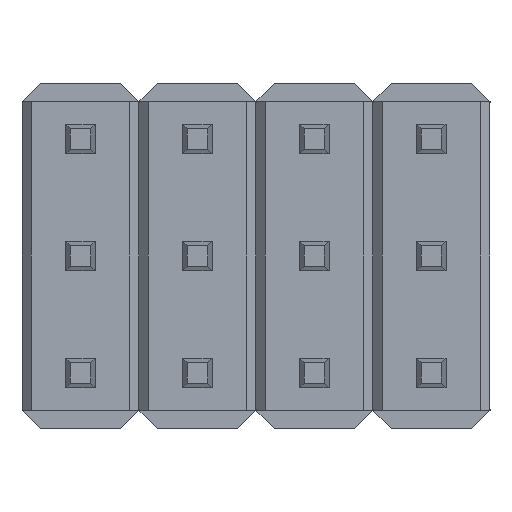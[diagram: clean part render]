
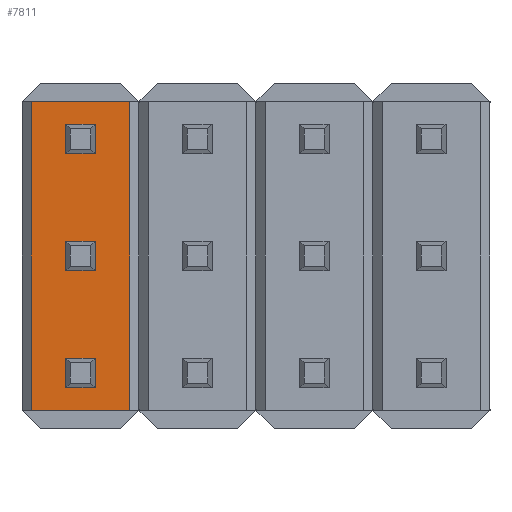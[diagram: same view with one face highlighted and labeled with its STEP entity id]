
A CAD part, front view. The second image highlights one B-rep face of the part: STEP entity #7811.
In plain terms, the highlighted planar face has unit normal (0, -1, 0).
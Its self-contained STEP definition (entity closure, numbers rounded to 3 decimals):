
#67 = VECTOR ( 'NONE', #6362, 1000. ) ;
#79 = LINE ( 'NONE', #1426, #3487 ) ;
#83 = ORIENTED_EDGE ( 'NONE', *, *, #8002, .T. ) ;
#188 = ORIENTED_EDGE ( 'NONE', *, *, #6909, .T. ) ;
#244 = CARTESIAN_POINT ( 'NONE',  ( 0.32, 0.54, -2.22 ) ) ;
#390 = ORIENTED_EDGE ( 'NONE', *, *, #6587, .T. ) ;
#463 = EDGE_CURVE ( 'NONE', #3318, #4737, #3385, .T. ) ;
#568 = EDGE_CURVE ( 'NONE', #4479, #3751, #79, .T. ) ;
#608 = DIRECTION ( 'NONE',  ( 0., 0., -1. ) ) ;
#655 = CARTESIAN_POINT ( 'NONE',  ( -1.27, 0.54, 3.35 ) ) ;
#679 = VECTOR ( 'NONE', #8221, 1000. ) ;
#697 = ORIENTED_EDGE ( 'NONE', *, *, #5803, .T. ) ;
#775 = CARTESIAN_POINT ( 'NONE',  ( -0.32, 0.54, -2.86 ) ) ;
#803 = ORIENTED_EDGE ( 'NONE', *, *, #5962, .T. ) ;
#894 = EDGE_LOOP ( 'NONE', ( #8693, #8707, #83, #188 ) ) ;
#972 = DIRECTION ( 'NONE',  ( 1., 0., 0. ) ) ;
#977 = VECTOR ( 'NONE', #972, 1000. ) ;
#998 = ORIENTED_EDGE ( 'NONE', *, *, #5623, .T. ) ;
#1009 = ORIENTED_EDGE ( 'NONE', *, *, #568, .F. ) ;
#1114 = VERTEX_POINT ( 'NONE', #8523 ) ;
#1186 = CARTESIAN_POINT ( 'NONE',  ( -0.32, 0.54, -2.22 ) ) ;
#1199 = LINE ( 'NONE', #5048, #977 ) ;
#1228 = ORIENTED_EDGE ( 'NONE', *, *, #5738, .F. ) ;
#1249 = EDGE_CURVE ( 'NONE', #5543, #3318, #4644, .T. ) ;
#1289 = CARTESIAN_POINT ( 'NONE',  ( -1.07, 0.54, -3.35 ) ) ;
#1335 = ORIENTED_EDGE ( 'NONE', *, *, #2219, .T. ) ;
#1426 = CARTESIAN_POINT ( 'NONE',  ( 1.07, 0.54, 3.35 ) ) ;
#1438 = ORIENTED_EDGE ( 'NONE', *, *, #6566, .T. ) ;
#1455 = DIRECTION ( 'NONE',  ( -1., 0., 0. ) ) ;
#1539 = CARTESIAN_POINT ( 'NONE',  ( 0.32, 0.54, -0.32 ) ) ;
#1544 = DIRECTION ( 'NONE',  ( 0., 0., -1. ) ) ;
#1615 = LINE ( 'NONE', #3654, #67 ) ;
#1720 = VECTOR ( 'NONE', #3150, 1000. ) ;
#1949 = LINE ( 'NONE', #1186, #1720 ) ;
#1980 = VERTEX_POINT ( 'NONE', #1289 ) ;
#2010 = DIRECTION ( 'NONE',  ( 0., 0., 1. ) ) ;
#2096 = CARTESIAN_POINT ( 'NONE',  ( 0.32, 0.54, 2.22 ) ) ;
#2177 = EDGE_CURVE ( 'NONE', #6302, #6868, #1949, .T. ) ;
#2202 = AXIS2_PLACEMENT_3D ( 'NONE', #655, #7441, #3419 ) ;
#2219 = EDGE_CURVE ( 'NONE', #2720, #1980, #4942, .T. ) ;
#2223 = DIRECTION ( 'NONE',  ( 1., 0., 0. ) ) ;
#2383 = DIRECTION ( 'NONE',  ( -1., 0., 0. ) ) ;
#2535 = CARTESIAN_POINT ( 'NONE',  ( -0.32, 0.54, -0.32 ) ) ;
#2720 = VERTEX_POINT ( 'NONE', #4661 ) ;
#2722 = PLANE ( 'NONE',  #2202 ) ;
#2735 = LINE ( 'NONE', #7607, #6146 ) ;
#2812 = CARTESIAN_POINT ( 'NONE',  ( 0.32, 0.54, 0.32 ) ) ;
#2838 = EDGE_LOOP ( 'NONE', ( #8199, #8290, #8497, #8594 ) ) ;
#2868 = EDGE_CURVE ( 'NONE', #7666, #6302, #7409, .T. ) ;
#3086 = EDGE_CURVE ( 'NONE', #6868, #3098, #5109, .T. ) ;
#3098 = VERTEX_POINT ( 'NONE', #3174 ) ;
#3150 = DIRECTION ( 'NONE',  ( 1., 0., 0. ) ) ;
#3174 = CARTESIAN_POINT ( 'NONE',  ( 0.32, 0.54, -2.86 ) ) ;
#3318 = VERTEX_POINT ( 'NONE', #5272 ) ;
#3358 = LINE ( 'NONE', #4686, #3573 ) ;
#3385 = LINE ( 'NONE', #4173, #8293 ) ;
#3406 = LINE ( 'NONE', #775, #4984 ) ;
#3419 = DIRECTION ( 'NONE',  ( 0., 0., 1. ) ) ;
#3452 = LINE ( 'NONE', #4062, #6832 ) ;
#3487 = VECTOR ( 'NONE', #1544, 1000. ) ;
#3573 = VECTOR ( 'NONE', #608, 1000. ) ;
#3654 = CARTESIAN_POINT ( 'NONE',  ( -1.27, 0.54, 3.35 ) ) ;
#3660 = EDGE_CURVE ( 'NONE', #3098, #7666, #3406, .T. ) ;
#3710 = CARTESIAN_POINT ( 'NONE',  ( 0.32, 0.54, -0.32 ) ) ;
#3751 = VERTEX_POINT ( 'NONE', #8299 ) ;
#3857 = DIRECTION ( 'NONE',  ( 0., 0., -1. ) ) ;
#3944 = DIRECTION ( 'NONE',  ( 0., 0., 1. ) ) ;
#4062 = CARTESIAN_POINT ( 'NONE',  ( -1.27, 0.54, -3.35 ) ) ;
#4086 = CARTESIAN_POINT ( 'NONE',  ( -0.32, 0.54, 2.22 ) ) ;
#4173 = CARTESIAN_POINT ( 'NONE',  ( -0.32, 0.54, -0.32 ) ) ;
#4231 = CARTESIAN_POINT ( 'NONE',  ( -0.32, 0.54, 2.22 ) ) ;
#4427 = CARTESIAN_POINT ( 'NONE',  ( -0.32, 0.54, -2.22 ) ) ;
#4479 = VERTEX_POINT ( 'NONE', #8289 ) ;
#4493 = FACE_OUTER_BOUND ( 'NONE', #8357, .T. ) ;
#4644 = LINE ( 'NONE', #2535, #7998 ) ;
#4661 = CARTESIAN_POINT ( 'NONE',  ( -1.07, 0.54, 3.35 ) ) ;
#4686 = CARTESIAN_POINT ( 'NONE',  ( 0.32, 0.54, 2.22 ) ) ;
#4723 = DIRECTION ( 'NONE',  ( 1., 0., 0. ) ) ;
#4737 = VERTEX_POINT ( 'NONE', #7906 ) ;
#4794 = DIRECTION ( 'NONE',  ( 0., 0., 1. ) ) ;
#4891 = VECTOR ( 'NONE', #3857, 1000. ) ;
#4942 = LINE ( 'NONE', #7213, #5376 ) ;
#4984 = VECTOR ( 'NONE', #1455, 1000. ) ;
#5006 = CARTESIAN_POINT ( 'NONE',  ( 0.32, 0.54, 2.86 ) ) ;
#5034 = LINE ( 'NONE', #4086, #8356 ) ;
#5048 = CARTESIAN_POINT ( 'NONE',  ( -0.32, 0.54, 2.86 ) ) ;
#5109 = LINE ( 'NONE', #5878, #4891 ) ;
#5272 = CARTESIAN_POINT ( 'NONE',  ( -0.32, 0.54, -0.32 ) ) ;
#5283 = CARTESIAN_POINT ( 'NONE',  ( -0.32, 0.54, -2.86 ) ) ;
#5376 = VECTOR ( 'NONE', #6588, 1000. ) ;
#5454 = VERTEX_POINT ( 'NONE', #2096 ) ;
#5543 = VERTEX_POINT ( 'NONE', #1539 ) ;
#5623 = EDGE_CURVE ( 'NONE', #5454, #1114, #7880, .T. ) ;
#5646 = VECTOR ( 'NONE', #4794, 1000. ) ;
#5667 = VECTOR ( 'NONE', #6426, 1000. ) ;
#5738 = EDGE_CURVE ( 'NONE', #2720, #4479, #1615, .T. ) ;
#5803 = EDGE_CURVE ( 'NONE', #8110, #6242, #1199, .T. ) ;
#5878 = CARTESIAN_POINT ( 'NONE',  ( 0.32, 0.54, -2.22 ) ) ;
#5962 = EDGE_CURVE ( 'NONE', #6242, #5454, #3358, .T. ) ;
#6146 = VECTOR ( 'NONE', #2223, 1000. ) ;
#6242 = VERTEX_POINT ( 'NONE', #5006 ) ;
#6302 = VERTEX_POINT ( 'NONE', #4427 ) ;
#6308 = FACE_BOUND ( 'NONE', #894, .T. ) ;
#6362 = DIRECTION ( 'NONE',  ( 1., 0., 0. ) ) ;
#6426 = DIRECTION ( 'NONE',  ( 0., 0., -1. ) ) ;
#6502 = FACE_BOUND ( 'NONE', #7488, .T. ) ;
#6566 = EDGE_CURVE ( 'NONE', #1980, #3751, #3452, .T. ) ;
#6587 = EDGE_CURVE ( 'NONE', #1114, #8110, #5034, .T. ) ;
#6588 = DIRECTION ( 'NONE',  ( 0., 0., -1. ) ) ;
#6832 = VECTOR ( 'NONE', #4723, 1000. ) ;
#6868 = VERTEX_POINT ( 'NONE', #244 ) ;
#6909 = EDGE_CURVE ( 'NONE', #7502, #5543, #7438, .T. ) ;
#7092 = CARTESIAN_POINT ( 'NONE',  ( -0.32, 0.54, 2.86 ) ) ;
#7213 = CARTESIAN_POINT ( 'NONE',  ( -1.07, 0.54, 3.35 ) ) ;
#7409 = LINE ( 'NONE', #7466, #5646 ) ;
#7419 = FACE_BOUND ( 'NONE', #2838, .T. ) ;
#7438 = LINE ( 'NONE', #3710, #5667 ) ;
#7441 = DIRECTION ( 'NONE',  ( 0., 1., 0. ) ) ;
#7466 = CARTESIAN_POINT ( 'NONE',  ( -0.32, 0.54, -2.22 ) ) ;
#7488 = EDGE_LOOP ( 'NONE', ( #390, #697, #803, #998 ) ) ;
#7502 = VERTEX_POINT ( 'NONE', #2812 ) ;
#7607 = CARTESIAN_POINT ( 'NONE',  ( -0.32, 0.54, 0.32 ) ) ;
#7666 = VERTEX_POINT ( 'NONE', #5283 ) ;
#7811 = ADVANCED_FACE ( 'NONE', ( #7419, #6308, #6502, #4493 ), #2722, .F. ) ;
#7880 = LINE ( 'NONE', #4231, #679 ) ;
#7906 = CARTESIAN_POINT ( 'NONE',  ( -0.32, 0.54, 0.32 ) ) ;
#7998 = VECTOR ( 'NONE', #2383, 1000. ) ;
#8002 = EDGE_CURVE ( 'NONE', #4737, #7502, #2735, .T. ) ;
#8110 = VERTEX_POINT ( 'NONE', #7092 ) ;
#8199 = ORIENTED_EDGE ( 'NONE', *, *, #3086, .T. ) ;
#8221 = DIRECTION ( 'NONE',  ( -1., 0., 0. ) ) ;
#8289 = CARTESIAN_POINT ( 'NONE',  ( 1.07, 0.54, 3.35 ) ) ;
#8290 = ORIENTED_EDGE ( 'NONE', *, *, #3660, .T. ) ;
#8293 = VECTOR ( 'NONE', #3944, 1000. ) ;
#8299 = CARTESIAN_POINT ( 'NONE',  ( 1.07, 0.54, -3.35 ) ) ;
#8356 = VECTOR ( 'NONE', #2010, 1000. ) ;
#8357 = EDGE_LOOP ( 'NONE', ( #1009, #1228, #1335, #1438 ) ) ;
#8497 = ORIENTED_EDGE ( 'NONE', *, *, #2868, .T. ) ;
#8523 = CARTESIAN_POINT ( 'NONE',  ( -0.32, 0.54, 2.22 ) ) ;
#8594 = ORIENTED_EDGE ( 'NONE', *, *, #2177, .T. ) ;
#8693 = ORIENTED_EDGE ( 'NONE', *, *, #1249, .T. ) ;
#8707 = ORIENTED_EDGE ( 'NONE', *, *, #463, .T. ) ;
